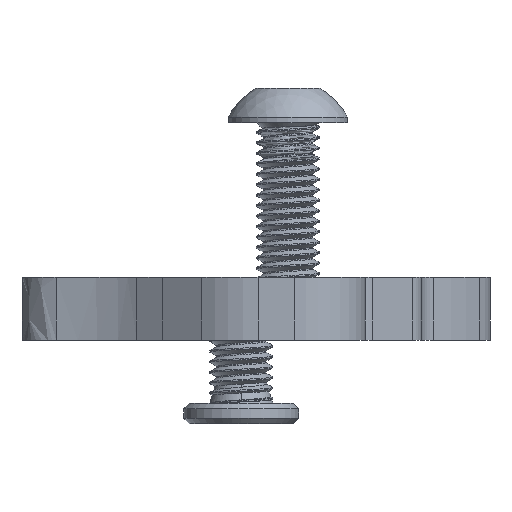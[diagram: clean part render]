
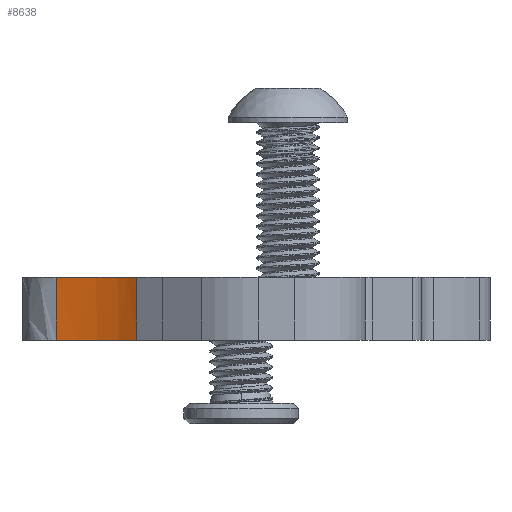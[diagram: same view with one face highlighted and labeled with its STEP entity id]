
A CAD part, left-side view. The second image highlights one B-rep face of the part: STEP entity #8638.
In plain terms, the highlighted free-form (B-spline) face has degree [3, 1] with [6, 2] control points.
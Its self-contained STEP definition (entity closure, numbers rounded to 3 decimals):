
#985=B_SPLINE_CURVE_WITH_KNOTS('',3,(#27144,#27145,#27146,#27147),
 .UNSPECIFIED.,.F.,.F.,(4,4),(0.,0.3),
 .UNSPECIFIED.);
#986=B_SPLINE_CURVE_WITH_KNOTS('',3,(#27161,#27162,#27163,#27164,#27165,
#27166),.UNSPECIFIED.,.F.,.F.,(4,2,4),(0.,0.278,0.381),
 .UNSPECIFIED.);
#987=B_SPLINE_CURVE_WITH_KNOTS('',3,(#27169,#27170,#27171,#27172,#27173,
#27174),.UNSPECIFIED.,.F.,.F.,(4,2,4),(-0.381,-0.278,
0.),.UNSPECIFIED.);
#1165=B_SPLINE_SURFACE_WITH_KNOTS('',3,1,((#27148,#27149),(#27150,#27151),
(#27152,#27153),(#27154,#27155),(#27156,#27157),(#27158,#27159)),
 .UNSPECIFIED.,.F.,.F.,.F.,(4,2,4),(2,2),(-0.506,-0.278,
0.),(0.,0.3),.UNSPECIFIED.);
#1601=FACE_OUTER_BOUND('',#2087,.T.);
#2087=EDGE_LOOP('',(#7826,#7827,#7828,#7829));
#2655=LINE('',#27168,#3237);
#3237=VECTOR('',#10491,10.);
#4091=VERTEX_POINT('',#27122);
#4094=VERTEX_POINT('',#27136);
#4095=VERTEX_POINT('',#27160);
#4096=VERTEX_POINT('',#27167);
#5354=EDGE_CURVE('',#4094,#4091,#985,.T.);
#5355=EDGE_CURVE('',#4095,#4094,#986,.T.);
#5356=EDGE_CURVE('',#4095,#4096,#2655,.T.);
#5357=EDGE_CURVE('',#4091,#4096,#987,.T.);
#7826=ORIENTED_EDGE('',*,*,#5354,.F.);
#7827=ORIENTED_EDGE('',*,*,#5355,.F.);
#7828=ORIENTED_EDGE('',*,*,#5356,.T.);
#7829=ORIENTED_EDGE('',*,*,#5357,.F.);
#8638=ADVANCED_FACE('',(#1601),#1165,.T.);
#10491=DIRECTION('',(0.,0.,1.));
#27122=CARTESIAN_POINT('',(-30.909,33.663,70.758));
#27136=CARTESIAN_POINT('',(-30.909,33.663,67.758));
#27144=CARTESIAN_POINT('Ctrl Pts',(-30.909,33.663,67.758));
#27145=CARTESIAN_POINT('Ctrl Pts',(-30.909,33.663,68.758));
#27146=CARTESIAN_POINT('Ctrl Pts',(-30.909,33.663,69.758));
#27147=CARTESIAN_POINT('Ctrl Pts',(-30.909,33.663,70.758));
#27148=CARTESIAN_POINT('Ctrl Pts',(-30.648,35.3,67.758));
#27149=CARTESIAN_POINT('Ctrl Pts',(-30.648,35.3,70.758));
#27150=CARTESIAN_POINT('Ctrl Pts',(-30.795,34.25,67.758));
#27151=CARTESIAN_POINT('Ctrl Pts',(-30.795,34.25,70.758));
#27152=CARTESIAN_POINT('Ctrl Pts',(-30.959,33.294,67.758));
#27153=CARTESIAN_POINT('Ctrl Pts',(-30.959,33.294,70.758));
#27154=CARTESIAN_POINT('Ctrl Pts',(-31.416,31.464,67.758));
#27155=CARTESIAN_POINT('Ctrl Pts',(-31.416,31.464,70.758));
#27156=CARTESIAN_POINT('Ctrl Pts',(-31.75,30.577,67.758));
#27157=CARTESIAN_POINT('Ctrl Pts',(-31.75,30.577,70.758));
#27158=CARTESIAN_POINT('Ctrl Pts',(-32.282,29.816,67.758));
#27159=CARTESIAN_POINT('Ctrl Pts',(-32.282,29.816,70.758));
#27160=CARTESIAN_POINT('',(-32.282,29.816,67.758));
#27161=CARTESIAN_POINT('Ctrl Pts',(-32.282,29.816,67.758));
#27162=CARTESIAN_POINT('Ctrl Pts',(-31.75,30.577,67.758));
#27163=CARTESIAN_POINT('Ctrl Pts',(-31.416,31.464,67.758));
#27164=CARTESIAN_POINT('Ctrl Pts',(-31.072,32.842,67.758));
#27165=CARTESIAN_POINT('Ctrl Pts',(-30.988,33.241,67.758));
#27166=CARTESIAN_POINT('Ctrl Pts',(-30.909,33.663,67.758));
#27167=CARTESIAN_POINT('',(-32.282,29.816,70.758));
#27168=CARTESIAN_POINT('',(-32.282,29.816,67.758));
#27169=CARTESIAN_POINT('Ctrl Pts',(-30.909,33.663,70.758));
#27170=CARTESIAN_POINT('Ctrl Pts',(-30.988,33.241,70.758));
#27171=CARTESIAN_POINT('Ctrl Pts',(-31.072,32.842,70.758));
#27172=CARTESIAN_POINT('Ctrl Pts',(-31.416,31.464,70.758));
#27173=CARTESIAN_POINT('Ctrl Pts',(-31.75,30.577,70.758));
#27174=CARTESIAN_POINT('Ctrl Pts',(-32.282,29.816,70.758));
